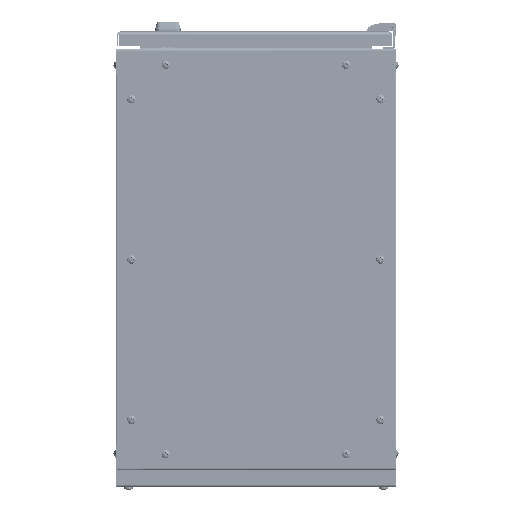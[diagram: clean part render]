
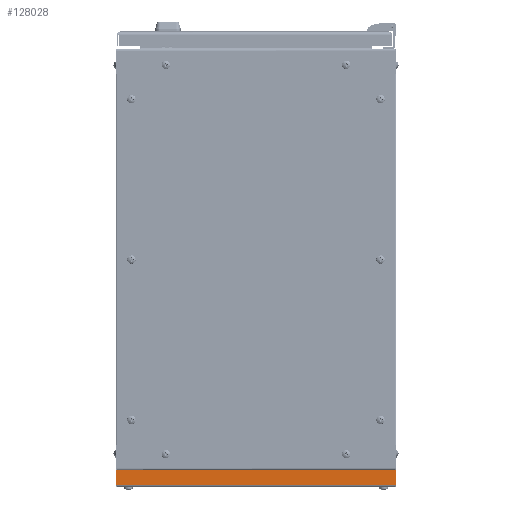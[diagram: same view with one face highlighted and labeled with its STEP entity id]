
A CAD part, front view. The second image highlights one B-rep face of the part: STEP entity #128028.
In plain terms, the highlighted planar face has unit normal (0, -1, 0).
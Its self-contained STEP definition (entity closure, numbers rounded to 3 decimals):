
#1912 = CARTESIAN_POINT ( 'NONE',  ( 1.141, 0., 1. ) ) ;
#6426 = VERTEX_POINT ( 'NONE', #113174 ) ;
#8446 = ORIENTED_EDGE ( 'NONE', *, *, #67349, .F. ) ;
#8898 = CARTESIAN_POINT ( 'NONE',  ( 0., 0., 23. ) ) ;
#12963 = CARTESIAN_POINT ( 'NONE',  ( 1.141, 0., 1. ) ) ;
#15487 = FACE_OUTER_BOUND ( 'NONE', #31764, .T. ) ;
#20834 = EDGE_CURVE ( 'NONE', #6426, #79990, #46413, .T. ) ;
#29892 = LINE ( 'NONE', #1912, #99417 ) ;
#31444 = VECTOR ( 'NONE', #108597, 1000. ) ;
#31764 = EDGE_LOOP ( 'NONE', ( #131006, #128827, #74472, #8446 ) ) ;
#36753 = DIRECTION ( 'NONE',  ( 0., 0., 1. ) ) ;
#38040 = CARTESIAN_POINT ( 'NONE',  ( 398.859, 0., 23. ) ) ;
#41749 = AXIS2_PLACEMENT_3D ( 'NONE', #127861, #65379, #36753 ) ;
#42462 = DIRECTION ( 'NONE',  ( 0., 0., 1. ) ) ;
#46413 = LINE ( 'NONE', #65047, #57001 ) ;
#57001 = VECTOR ( 'NONE', #124906, 1000. ) ;
#65047 = CARTESIAN_POINT ( 'NONE',  ( 0., 0., 1. ) ) ;
#65379 = DIRECTION ( 'NONE',  ( 0., 1., 0. ) ) ;
#67349 = EDGE_CURVE ( 'NONE', #79990, #112612, #29892, .T. ) ;
#68045 = LINE ( 'NONE', #97335, #31444 ) ;
#69743 = EDGE_CURVE ( 'NONE', #6426, #121534, #68045, .T. ) ;
#74472 = ORIENTED_EDGE ( 'NONE', *, *, #119848, .T. ) ;
#77425 = DIRECTION ( 'NONE',  ( -1., 0., 0. ) ) ;
#79990 = VERTEX_POINT ( 'NONE', #12963 ) ;
#87311 = PLANE ( 'NONE',  #41749 ) ;
#97335 = CARTESIAN_POINT ( 'NONE',  ( 398.859, 0., 1. ) ) ;
#99417 = VECTOR ( 'NONE', #42462, 1000. ) ;
#100146 = VECTOR ( 'NONE', #77425, 1000. ) ;
#108597 = DIRECTION ( 'NONE',  ( 0., 0., 1. ) ) ;
#110948 = CARTESIAN_POINT ( 'NONE',  ( 1.141, 0., 23. ) ) ;
#112612 = VERTEX_POINT ( 'NONE', #110948 ) ;
#113174 = CARTESIAN_POINT ( 'NONE',  ( 398.859, 0., 1. ) ) ;
#119848 = EDGE_CURVE ( 'NONE', #121534, #112612, #129264, .T. ) ;
#121534 = VERTEX_POINT ( 'NONE', #38040 ) ;
#124906 = DIRECTION ( 'NONE',  ( -1., 0., 0. ) ) ;
#127861 = CARTESIAN_POINT ( 'NONE',  ( 0., 0., 0. ) ) ;
#128028 = ADVANCED_FACE ( 'NONE', ( #15487 ), #87311, .F. ) ;
#128827 = ORIENTED_EDGE ( 'NONE', *, *, #69743, .T. ) ;
#129264 = LINE ( 'NONE', #8898, #100146 ) ;
#131006 = ORIENTED_EDGE ( 'NONE', *, *, #20834, .F. ) ;
